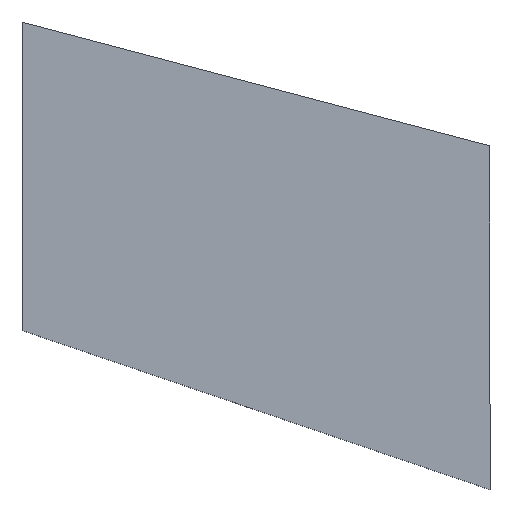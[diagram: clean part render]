
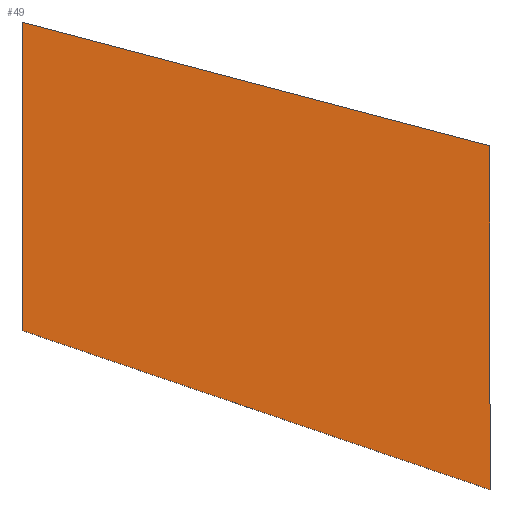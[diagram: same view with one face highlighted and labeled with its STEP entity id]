
A CAD part, top view. The second image highlights one B-rep face of the part: STEP entity #49.
In plain terms, the highlighted planar face has unit normal (0, 0, 1).
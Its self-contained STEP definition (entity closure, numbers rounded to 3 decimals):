
#10 = EDGE_CURVE ( 'NONE', #152, #82, #14, .T. ) ;
#11 = CARTESIAN_POINT ( 'NONE',  ( 0., 928.916, 50. ) ) ;
#12 = CARTESIAN_POINT ( 'NONE',  ( 0., 0., 50. ) ) ;
#14 = LINE ( 'NONE', #28, #109 ) ;
#16 = AXIS2_PLACEMENT_3D ( 'NONE', #32, #69, #131 ) ;
#21 = LINE ( 'NONE', #11, #113 ) ;
#27 = LINE ( 'NONE', #119, #60 ) ;
#28 = CARTESIAN_POINT ( 'NONE',  ( 1410.1, -479.763, 50. ) ) ;
#32 = CARTESIAN_POINT ( 'NONE',  ( 0., 0., 50. ) ) ;
#38 = DIRECTION ( 'NONE',  ( 0., -1., 0. ) ) ;
#47 = EDGE_CURVE ( 'NONE', #221, #67, #21, .T. ) ;
#49 = ADVANCED_FACE ( 'NONE', ( #78 ), #204, .F. ) ;
#60 = VECTOR ( 'NONE', #139, 1000. ) ;
#62 = ORIENTED_EDGE ( 'NONE', *, *, #10, .T. ) ;
#67 = VERTEX_POINT ( 'NONE', #71 ) ;
#69 = DIRECTION ( 'NONE',  ( 0., 0., -1. ) ) ;
#71 = CARTESIAN_POINT ( 'NONE',  ( 0., 928.916, 50. ) ) ;
#78 = FACE_OUTER_BOUND ( 'NONE', #165, .T. ) ;
#82 = VERTEX_POINT ( 'NONE', #183 ) ;
#88 = ORIENTED_EDGE ( 'NONE', *, *, #47, .T. ) ;
#93 = LINE ( 'NONE', #190, #145 ) ;
#109 = VECTOR ( 'NONE', #169, 1000. ) ;
#113 = VECTOR ( 'NONE', #132, 1000. ) ;
#117 = CARTESIAN_POINT ( 'NONE',  ( 1410.1, 556.615, 50. ) ) ;
#119 = CARTESIAN_POINT ( 'NONE',  ( 1410.1, 556.615, 50. ) ) ;
#131 = DIRECTION ( 'NONE',  ( -1., 0., 0. ) ) ;
#132 = DIRECTION ( 'NONE',  ( -0.967, 0.255, 0. ) ) ;
#139 = DIRECTION ( 'NONE',  ( 0., 1., 0. ) ) ;
#143 = ORIENTED_EDGE ( 'NONE', *, *, #233, .T. ) ;
#145 = VECTOR ( 'NONE', #38, 1000. ) ;
#152 = VERTEX_POINT ( 'NONE', #12 ) ;
#165 = EDGE_LOOP ( 'NONE', ( #62, #225, #88, #143 ) ) ;
#169 = DIRECTION ( 'NONE',  ( 0.947, -0.322, 0. ) ) ;
#179 = EDGE_CURVE ( 'NONE', #82, #221, #27, .T. ) ;
#183 = CARTESIAN_POINT ( 'NONE',  ( 1410.1, -479.763, 50. ) ) ;
#190 = CARTESIAN_POINT ( 'NONE',  ( 0., 0., 50. ) ) ;
#204 = PLANE ( 'NONE',  #16 ) ;
#221 = VERTEX_POINT ( 'NONE', #117 ) ;
#225 = ORIENTED_EDGE ( 'NONE', *, *, #179, .T. ) ;
#233 = EDGE_CURVE ( 'NONE', #67, #152, #93, .T. ) ;
